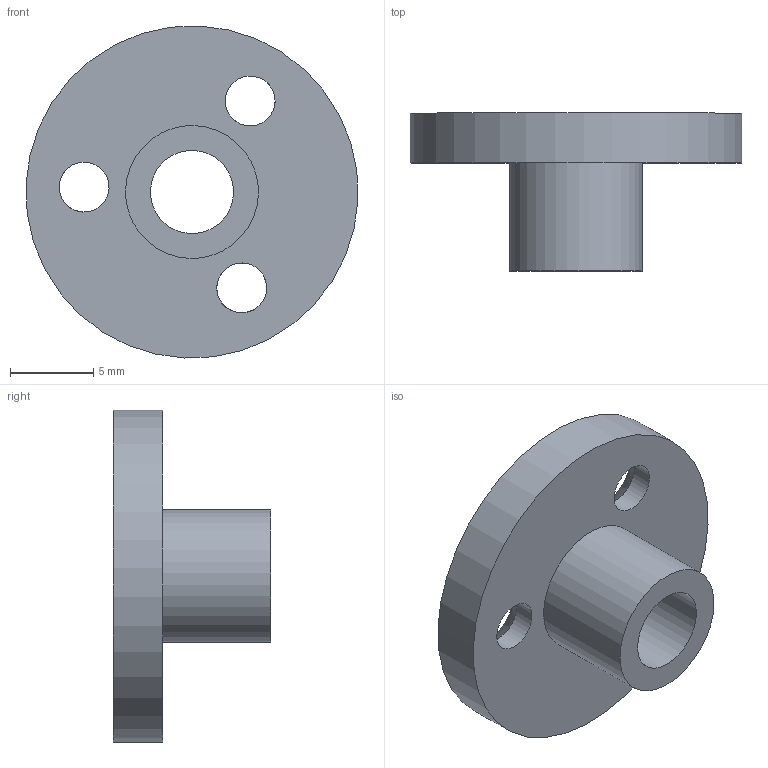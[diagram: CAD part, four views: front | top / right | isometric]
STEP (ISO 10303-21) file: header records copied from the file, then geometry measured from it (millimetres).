
FILE_DESCRIPTION(/* description */ (''),/* implementation_level */ '2;1');
FILE_NAME(/* name */ 'LEADSVREW_NUT_T5X4.step',/* time_stamp */ '2023-01-07T19:04:09+01:00',/* author */ (''),/* organization */ (''),/* preprocessor_version */ 'ST-DEVELOPER v19.2',/* originating_system */ 'Autodesk Translation Framework v11.17.0.187',/* authorisation */ '');
FILE_SCHEMA (('AUTOMOTIVE_DESIGN { 1 0 10303 214 3 1 1 }'));
Length unit declared in the file: millimetre
Products named in the file (1): LEADSVREW_NUT_T5X4
Bounding box: 19.98 x 9.5 x 19.98 mm (x, y, z)
Volume: 962.8 mm3; surface area: 1115.7 mm2
Topology: 1 solids, 1 shells, 12 faces, 27 edges, 18 vertices
Faces by surface type: cylinder 6, plane 3, cone 3
Full cylindrical faces by diameter (mm): 3 x3, 5 x1, 8 x1, 20 x1
Entity records: 405 total; most frequent: DIRECTION 71, CARTESIAN_POINT 58, ORIENTED_EDGE 54, AXIS2_PLACEMENT_3D 31, EDGE_CURVE 27, EDGE_LOOP 21, CIRCLE 18, VERTEX_POINT 18
